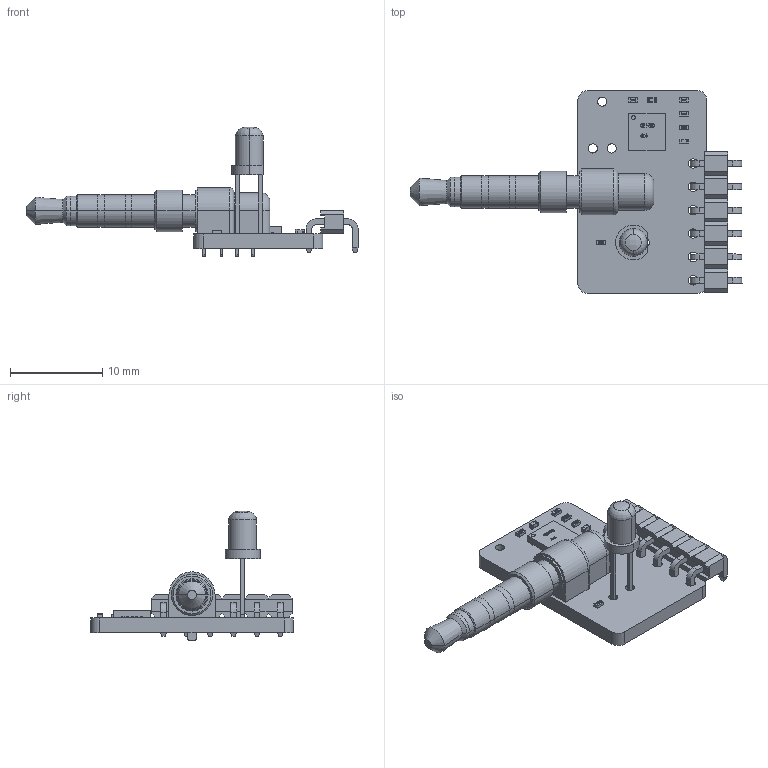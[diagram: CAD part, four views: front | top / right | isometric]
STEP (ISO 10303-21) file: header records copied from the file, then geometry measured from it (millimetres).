
FILE_DESCRIPTION(('Open CASCADE Model'),'2;1');
FILE_NAME('Open CASCADE Shape Model','2024-06-20T09:37:24',('Author'),( 'Open CASCADE'),'Open CASCADE STEP processor 7.5','Open CASCADE 7.5' ,'Unknown');
FILE_SCHEMA(('AUTOMOTIVE_DESIGN { 1 0 10303 214 1 1 1 1 }'));
Length unit declared in the file: millimetre
Products named in the file (25): PCB; Board; Open CASCADE STEP translator 7.5 4.1.1; R2; Resistor 0402; User Library-R SMD 0402_0402 BODY; User Library-R SMD 0402_0402 PAD; User Library-R SMD 0402_0402 OPIS; R3; R4; J2; BG304-06-A-0500-L-G; BG304-06-A-0500-L-G_H; BG304-06-A-0500-L-G_P; J3; SP-3541; U1; QFN-20; R5; R1; D1; LED 3mm; C2; Capacitor 0402; C1
Assembly tree (35 placements, depth 4):
  PCB
    Board
      Open CASCADE STEP translator 7.5 4.1.1
    R2
      Resistor 0402
        User Library-R SMD 0402_0402 BODY
        User Library-R SMD 0402_0402 PAD  x2
        User Library-R SMD 0402_0402 OPIS
    R3
      Resistor 0402
        User Library-R SMD 0402_0402 BODY
        User Library-R SMD 0402_0402 PAD  x2
        User Library-R SMD 0402_0402 OPIS
    R4
      Resistor 0402
        User Library-R SMD 0402_0402 BODY
        User Library-R SMD 0402_0402 PAD  x2
        User Library-R SMD 0402_0402 OPIS
    J2
      BG304-06-A-0500-L-G
        BG304-06-A-0500-L-G_H
        BG304-06-A-0500-L-G_P  x6
    J3
      SP-3541
    U1
      QFN-20
    R5
      Resistor 0402
        User Library-R SMD 0402_0402 BODY
        User Library-R SMD 0402_0402 PAD  x2
        User Library-R SMD 0402_0402 OPIS
    R1
      Resistor 0402
        User Library-R SMD 0402_0402 BODY
        User Library-R SMD 0402_0402 PAD  x2
        User Library-R SMD 0402_0402 OPIS
    D1
      LED 3mm
    C2
      Capacitor 0402
    C1
      Capacitor 0402
Bounding box: 36.07 x 22 x 14.11 mm (x, y, z)
Volume: 968.2 mm3; surface area: 1827.8 mm2
Topology: 37 solids, 39 shells, 1186 faces, 2969 edges, 1888 vertices
Faces by surface type: plane 748, bspline 203, cylinder 189, sphere 32, cone 10, torus 2, revolution 2
Full cylindrical faces by diameter (mm): 0.99 x3, 1 x2, 1.016 x6
Entity records: 25801 total; most frequent: CARTESIAN_POINT 7148, ORIENTED_EDGE 3206, DIRECTION 2936, EDGE_CURVE 1603, LINE 1210, VECTOR 1210, VERTEX_POINT 1036, AXIS2_PLACEMENT_3D 862
